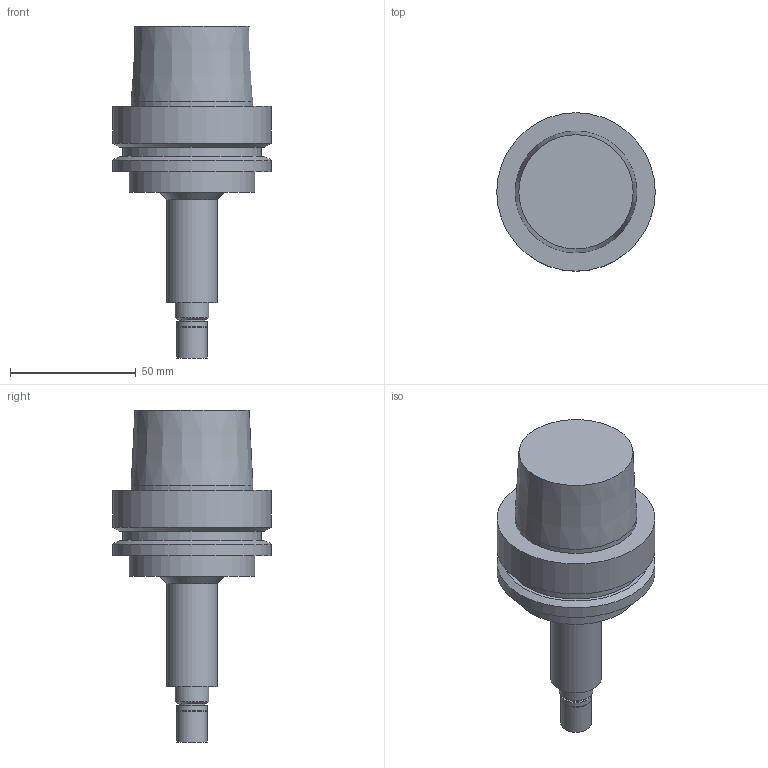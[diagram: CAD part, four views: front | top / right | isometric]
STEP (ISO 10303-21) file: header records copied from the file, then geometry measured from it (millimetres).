
FILE_DESCRIPTION((''),'1');
FILE_NAME('HSK-A63-MGT3-100.stp','2014-12-22T07:51:23',(''),(''),'Spatial Interop R21 SP3','Kubotek KeyCreator 2011 V10.0.2 (22737)',' ');
FILE_SCHEMA(('automotive_design'));
Length unit declared in the file: millimetre
Products named in the file (1): Unnamed[1]
Bounding box: 63 x 63 x 132 mm (x, y, z)
Volume: 165614.5 mm3; surface area: 21653.9 mm2
Topology: 1 solids, 1 shells, 25 faces, 40 edges, 24 vertices
Faces by surface type: cylinder 10, plane 9, cone 6
Full cylindrical faces by diameter (mm): 10.5 x1, 12 x1, 12.3 x1, 13.5 x1, 20 x1, 48.43 x1, 50 x1, 55 x1, 63 x2
Entity records: 942 total; most frequent: DIRECTION 100, PRESENTATION_STYLE_ASSIGNMENT 76, COLOUR_RGB 76, CARTESIAN_POINT 74, STYLED_ITEM 50, AXIS2_PLACEMENT_3D 50, CURVE_STYLE 50, DRAUGHTING_PRE_DEFINED_CURVE_FONT 50
